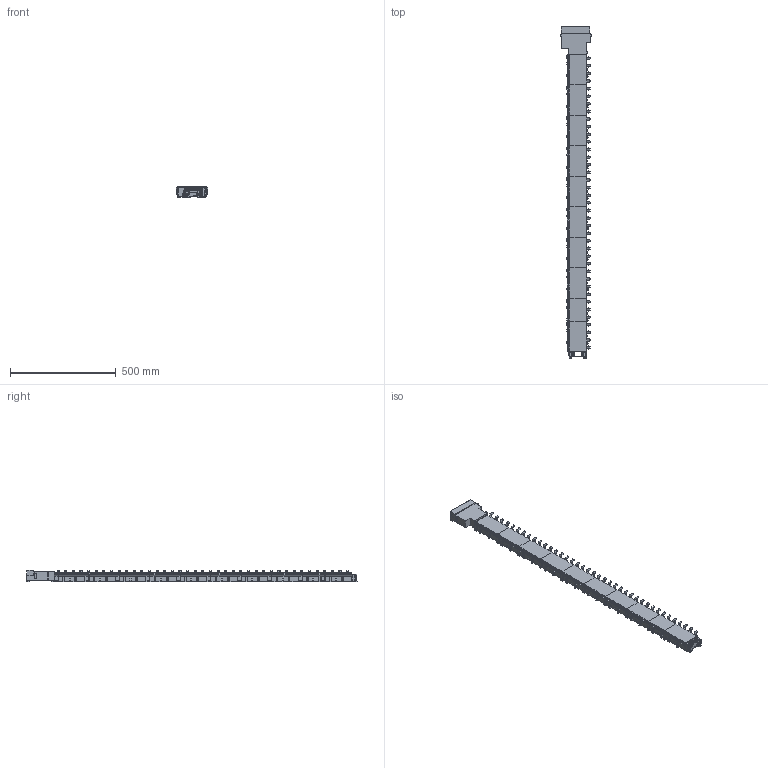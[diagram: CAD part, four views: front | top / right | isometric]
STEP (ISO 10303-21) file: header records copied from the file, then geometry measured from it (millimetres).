
FILE_DESCRIPTION (( 'STEP AP214' ), '1' );
FILE_NAME ('2CCR217004A0001_ASM ZLSP960 right.STEP', '2020-02-05T15:29:52', ( '' ), ( '' ), 'SwSTEP 2.0', 'SolidWorks 2018', '' );
FILE_SCHEMA (( 'AUTOMOTIVE_DESIGN' ));
Length unit declared in the file: millimetre
Products named in the file (5): 2CCR217004A0001_ASM ZLSP960 right; Dumy Stecksockel_8 fach; Dumy Stecksockel_6 fach; 2CCR212002K1001; Einspeisung 250A Rechts
Assembly tree (12 placements, depth 2):
  2CCR217004A0001_ASM ZLSP960 right
    2CCR212002K1001
    Dumy Stecksockel_6 fach
    Dumy Stecksockel_8 fach  x9
    Einspeisung 250A Rechts
Bounding box: 151.15 x 1569.06 x 54.02 mm (x, y, z)
Volume: 5013360.9 mm3; surface area: 613910.1 mm2
Topology: 12 solids, 12 shells, 3644 faces, 10276 edges, 6711 vertices
Faces by surface type: plane 2900, bspline 326, cylinder 300, cone 114, sphere 4
Entity records: 68831 total; most frequent: CARTESIAN_POINT 23453, ORIENTED_EDGE 10200, DIRECTION 7959, EDGE_CURVE 5100, VECTOR 4267, LINE 4267, VERTEX_POINT 3311, EDGE_LOOP 1935
